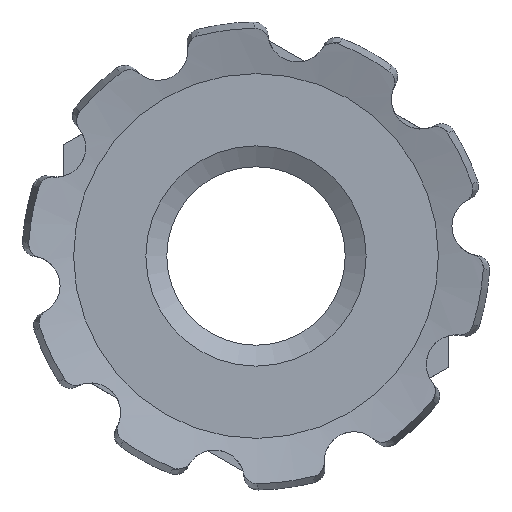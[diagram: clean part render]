
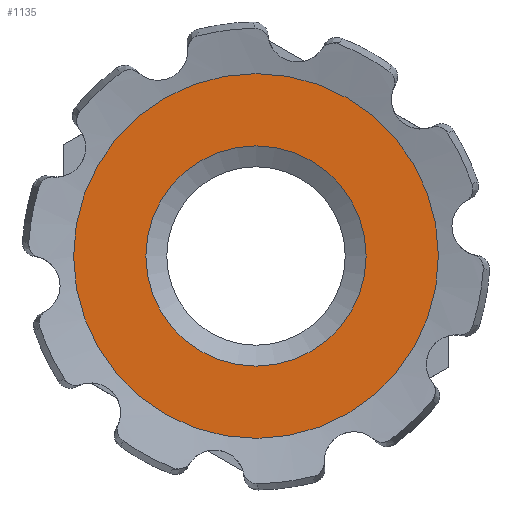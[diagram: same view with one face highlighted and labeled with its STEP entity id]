
A CAD part, front view. The second image highlights one B-rep face of the part: STEP entity #1135.
In plain terms, the highlighted planar face has unit normal (0, -1, 0).
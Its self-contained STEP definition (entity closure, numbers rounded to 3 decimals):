
#151=PLANE('',#1220);
#185=FACE_BOUND('',#294,.T.);
#211=FACE_OUTER_BOUND('',#293,.T.);
#293=EDGE_LOOP('',(#763));
#294=EDGE_LOOP('',(#764));
#393=CIRCLE('',#1219,2.);
#394=CIRCLE('',#1221,3.313);
#463=VERTEX_POINT('',#1682);
#464=VERTEX_POINT('',#1685);
#585=EDGE_CURVE('',#463,#463,#393,.T.);
#586=EDGE_CURVE('',#464,#464,#394,.T.);
#763=ORIENTED_EDGE('',*,*,#586,.T.);
#764=ORIENTED_EDGE('',*,*,#585,.T.);
#1135=ADVANCED_FACE('',(#211,#185),#151,.F.);
#1219=AXIS2_PLACEMENT_3D('',#1683,#1377,#1378);
#1220=AXIS2_PLACEMENT_3D('',#1684,#1379,#1380);
#1221=AXIS2_PLACEMENT_3D('',#1686,#1381,#1382);
#1377=DIRECTION('center_axis',(0.,1.,0.));
#1378=DIRECTION('ref_axis',(0.,0.,-1.));
#1379=DIRECTION('center_axis',(0.,1.,0.));
#1380=DIRECTION('ref_axis',(0.,0.,1.));
#1381=DIRECTION('center_axis',(0.,-1.,0.));
#1382=DIRECTION('ref_axis',(0.,0.,1.));
#1682=CARTESIAN_POINT('',(0.,-2.18,2.));
#1683=CARTESIAN_POINT('Origin',(0.,-2.18,0.));
#1684=CARTESIAN_POINT('Origin',(0.,-2.18,-3.313));
#1685=CARTESIAN_POINT('',(0.,-2.18,3.313));
#1686=CARTESIAN_POINT('Origin',(0.,-2.18,0.));
